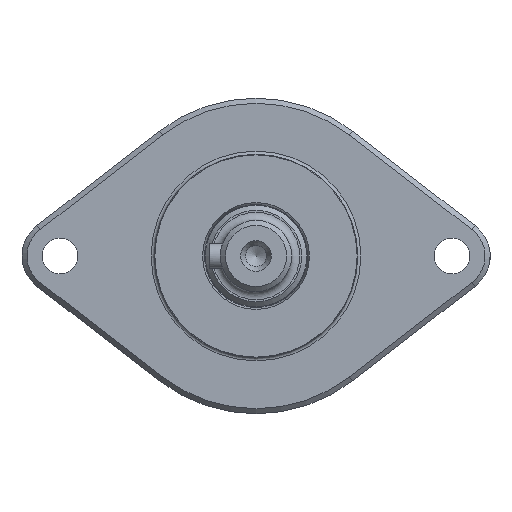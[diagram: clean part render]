
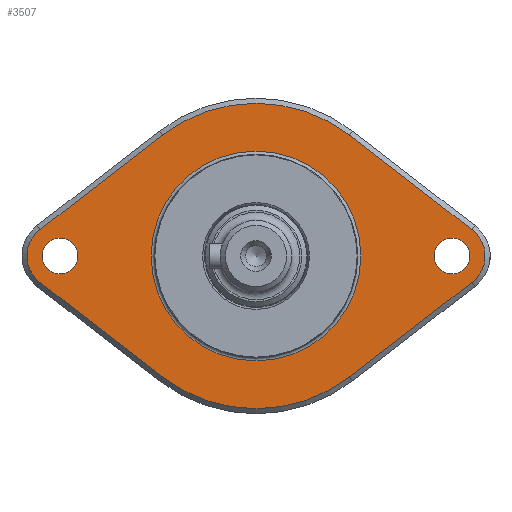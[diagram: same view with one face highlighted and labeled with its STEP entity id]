
A CAD part, left-side view. The second image highlights one B-rep face of the part: STEP entity #3507.
In plain terms, the highlighted planar face has unit normal (-1, 0, 0).
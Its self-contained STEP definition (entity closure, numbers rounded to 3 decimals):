
#291=FACE_BOUND('',#1227,.T.);
#292=FACE_BOUND('',#1228,.T.);
#293=FACE_BOUND('',#1229,.T.);
#532=LINE('',#5817,#806);
#533=LINE('',#5821,#807);
#534=LINE('',#5825,#808);
#535=LINE('',#5828,#809);
#806=VECTOR('',#4629,10.);
#807=VECTOR('',#4632,10.);
#808=VECTOR('',#4635,10.);
#809=VECTOR('',#4638,10.);
#1017=FACE_OUTER_BOUND('',#1226,.T.);
#1226=EDGE_LOOP('',(#2945,#2946,#2947,#2948,#2949,#2950,#2951,#2952));
#1227=EDGE_LOOP('',(#2953,#2954));
#1228=EDGE_LOOP('',(#2955));
#1229=EDGE_LOOP('',(#2956));
#1384=CIRCLE('',#3780,20.6);
#1386=CIRCLE('',#3782,20.6);
#1388=CIRCLE('',#3785,3.5);
#1392=CIRCLE('',#3792,3.5);
#1401=CIRCLE('',#3812,6.5);
#1402=CIRCLE('',#3813,30.);
#1403=CIRCLE('',#3814,6.5);
#1404=CIRCLE('',#3815,30.);
#1698=VERTEX_POINT('',#5729);
#1699=VERTEX_POINT('',#5730);
#1701=VERTEX_POINT('',#5737);
#1709=VERTEX_POINT('',#5758);
#1725=VERTEX_POINT('',#5813);
#1726=VERTEX_POINT('',#5814);
#1727=VERTEX_POINT('',#5816);
#1728=VERTEX_POINT('',#5818);
#1729=VERTEX_POINT('',#5820);
#1730=VERTEX_POINT('',#5822);
#1731=VERTEX_POINT('',#5824);
#1732=VERTEX_POINT('',#5826);
#2111=EDGE_CURVE('',#1698,#1699,#1384,.T.);
#2113=EDGE_CURVE('',#1699,#1698,#1386,.T.);
#2116=EDGE_CURVE('',#1701,#1701,#1388,.T.);
#2126=EDGE_CURVE('',#1709,#1709,#1392,.T.);
#2153=EDGE_CURVE('',#1725,#1726,#1401,.T.);
#2154=EDGE_CURVE('',#1727,#1725,#532,.T.);
#2155=EDGE_CURVE('',#1728,#1727,#1402,.T.);
#2156=EDGE_CURVE('',#1729,#1728,#533,.T.);
#2157=EDGE_CURVE('',#1730,#1729,#1403,.T.);
#2158=EDGE_CURVE('',#1731,#1730,#534,.T.);
#2159=EDGE_CURVE('',#1732,#1731,#1404,.T.);
#2160=EDGE_CURVE('',#1726,#1732,#535,.T.);
#2945=ORIENTED_EDGE('',*,*,#2153,.F.);
#2946=ORIENTED_EDGE('',*,*,#2154,.F.);
#2947=ORIENTED_EDGE('',*,*,#2155,.F.);
#2948=ORIENTED_EDGE('',*,*,#2156,.F.);
#2949=ORIENTED_EDGE('',*,*,#2157,.F.);
#2950=ORIENTED_EDGE('',*,*,#2158,.F.);
#2951=ORIENTED_EDGE('',*,*,#2159,.F.);
#2952=ORIENTED_EDGE('',*,*,#2160,.F.);
#2953=ORIENTED_EDGE('',*,*,#2111,.F.);
#2954=ORIENTED_EDGE('',*,*,#2113,.F.);
#2955=ORIENTED_EDGE('',*,*,#2116,.T.);
#2956=ORIENTED_EDGE('',*,*,#2126,.T.);
#3360=PLANE('',#3811);
#3507=ADVANCED_FACE('',(#1017,#291,#292,#293),#3360,.T.);
#3780=AXIS2_PLACEMENT_3D('',#5731,#4538,#4539);
#3782=AXIS2_PLACEMENT_3D('',#5733,#4542,#4543);
#3785=AXIS2_PLACEMENT_3D('',#5739,#4549,#4550);
#3792=AXIS2_PLACEMENT_3D('',#5760,#4569,#4570);
#3811=AXIS2_PLACEMENT_3D('',#5812,#4625,#4626);
#3812=AXIS2_PLACEMENT_3D('',#5815,#4627,#4628);
#3813=AXIS2_PLACEMENT_3D('',#5819,#4630,#4631);
#3814=AXIS2_PLACEMENT_3D('',#5823,#4633,#4634);
#3815=AXIS2_PLACEMENT_3D('',#5827,#4636,#4637);
#4538=DIRECTION('center_axis',(-1.,0.,0.));
#4539=DIRECTION('ref_axis',(0.,1.,0.));
#4542=DIRECTION('center_axis',(-1.,0.,0.));
#4543=DIRECTION('ref_axis',(0.,1.,0.));
#4549=DIRECTION('center_axis',(1.,0.,0.));
#4550=DIRECTION('ref_axis',(0.,0.,
1.));
#4569=DIRECTION('center_axis',(1.,0.,0.));
#4570=DIRECTION('ref_axis',(0.,0.,
1.));
#4625=DIRECTION('center_axis',(-1.,0.,0.));
#4626=DIRECTION('ref_axis',(0.,0.,
1.));
#4627=DIRECTION('center_axis',(1.,0.,0.));
#4628=DIRECTION('ref_axis',(0.,0.61,-0.792));
#4629=DIRECTION('',(0.,0.792,0.61));
#4630=DIRECTION('center_axis',(1.,0.,0.));
#4631=DIRECTION('ref_axis',(0.,-0.61,-0.792));
#4632=DIRECTION('',(0.,0.792,-0.61));
#4633=DIRECTION('center_axis',(1.,0.,0.));
#4634=DIRECTION('ref_axis',(0.,-0.61,0.792));
#4635=DIRECTION('',(0.,-0.792,-0.61));
#4636=DIRECTION('center_axis',(1.,0.,0.));
#4637=DIRECTION('ref_axis',(0.,0.61,0.792));
#4638=DIRECTION('',(0.,-0.792,0.61));
#5729=CARTESIAN_POINT('',(-136.4,20.6,0.));
#5730=CARTESIAN_POINT('',(-136.4,0.,-20.6));
#5731=CARTESIAN_POINT('Origin',(-136.4,0.,0.));
#5733=CARTESIAN_POINT('Origin',(-136.4,0.,0.));
#5737=CARTESIAN_POINT('',(-136.4,38.5,-3.5));
#5739=CARTESIAN_POINT('Origin',(-136.4,38.5,0.));
#5758=CARTESIAN_POINT('',(-136.4,-38.5,-3.5));
#5760=CARTESIAN_POINT('Origin',(-136.4,-38.5,0.));
#5812=CARTESIAN_POINT('Origin',(-136.4,33.3,0.));
#5813=CARTESIAN_POINT('',(-136.4,42.468,-5.149));
#5814=CARTESIAN_POINT('',(-136.4,42.468,5.149));
#5815=CARTESIAN_POINT('Origin',(-136.4,38.5,0.));
#5816=CARTESIAN_POINT('',(-136.4,18.312,-23.763));
#5817=CARTESIAN_POINT('',(-136.4,40.836,-6.406));
#5818=CARTESIAN_POINT('',(-136.4,-18.312,-23.763));
#5819=CARTESIAN_POINT('Origin',(-136.4,0.,0.));
#5820=CARTESIAN_POINT('',(-136.4,-42.468,-5.149));
#5821=CARTESIAN_POINT('',(-136.4,-7.865,-31.813));
#5822=CARTESIAN_POINT('',(-136.4,-42.468,5.149));
#5823=CARTESIAN_POINT('Origin',(-136.4,-38.5,0.));
#5824=CARTESIAN_POINT('',(-136.4,-18.312,23.763));
#5825=CARTESIAN_POINT('',(-136.4,-19.943,22.506));
#5826=CARTESIAN_POINT('',(-136.4,18.312,23.763));
#5827=CARTESIAN_POINT('Origin',(-136.4,0.,0.));
#5828=CARTESIAN_POINT('',(-136.4,28.758,15.713));
